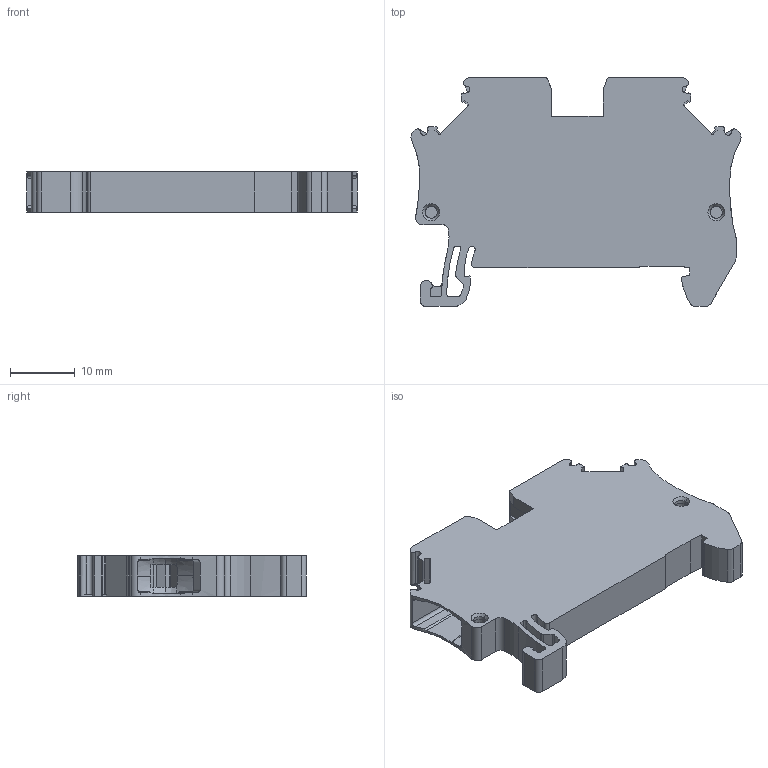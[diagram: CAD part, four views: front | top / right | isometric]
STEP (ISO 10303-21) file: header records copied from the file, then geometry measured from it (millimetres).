
FILE_DESCRIPTION((''),'2;1');
FILE_NAME('11111','2023-11-22T',('Administrator'),(''),'PRO/ENGINEER BY PARAMETRIC TECHNOLOGY CORPORATION, 2013230','PRO/ENGINEER BY PARAMETRIC TECHNOLOGY CORPORATION, 2013230','');
FILE_SCHEMA(('CONFIG_CONTROL_DESIGN'));
Length unit declared in the file: millimetre
Products named in the file (1): 11111
Bounding box: 50.82 x 35.25 x 6.2 mm (x, y, z)
Volume: 6636.1 mm3; surface area: 5783.5 mm2
Topology: 1 solids, 1 shells, 575 faces, 1640 edges, 1072 vertices
Faces by surface type: plane 341, cylinder 142, bspline 72, cone 14, torus 4, sphere 2
Entity records: 23499 total; most frequent: CARTESIAN_POINT 7872, ORIENTED_EDGE 3280, DIRECTION 2716, EDGE_CURVE 1640, VERTEX_POINT 1072, VECTOR 1062, LINE 1062, AXIS2_PLACEMENT_3D 827
